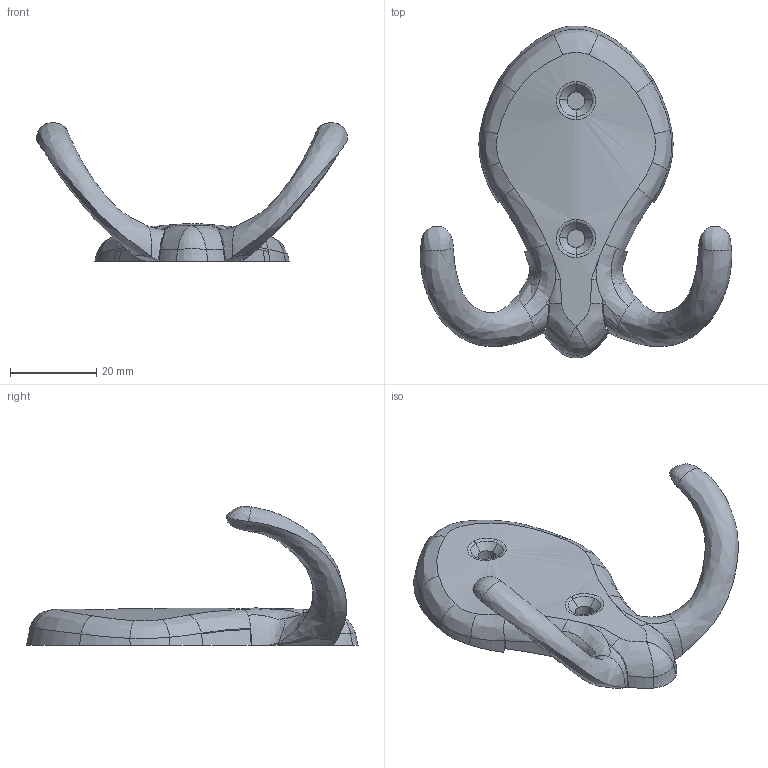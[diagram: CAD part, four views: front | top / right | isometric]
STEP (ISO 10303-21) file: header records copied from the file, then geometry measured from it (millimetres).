
FILE_DESCRIPTION(('Creo Elements/Direct Modeling STEP Export'),'2;1');
FILE_NAME('704.stp','2017-09-08T11:20:41',(''),(''),'Creo Elements/Direct Modeling STEP processor for AP214 (Solid Model)','Creo Elements/Direct Modeling 20.0 12-Nov-2016 (C) Parametric Technology GmbH','');
FILE_SCHEMA(('AUTOMOTIVE_DESIGN { 1 0 10303 214 1 1 1 1 }'));
Products named in the file (1): 704
Bounding box: 72.28 x 77.05 x 32.22 mm (x, y, z)
Surface area: 11865 mm2 (no closed solid volume)
Topology: 0 solids, 1 shells, 228 faces, 587 edges, 353 vertices
Faces by surface type: bspline 159, cone 32, plane 20, cylinder 17
Entity records: 76177 total; most frequent: CARTESIAN_POINT 69882, ORIENTED_EDGE 1152, EDGE_CURVE 576, DIRECTION 566, VERTEX_POINT 355, B_SPLINE_CURVE_WITH_KNOTS 297, EDGE_LOOP 233, COLOUR_RGB 229
